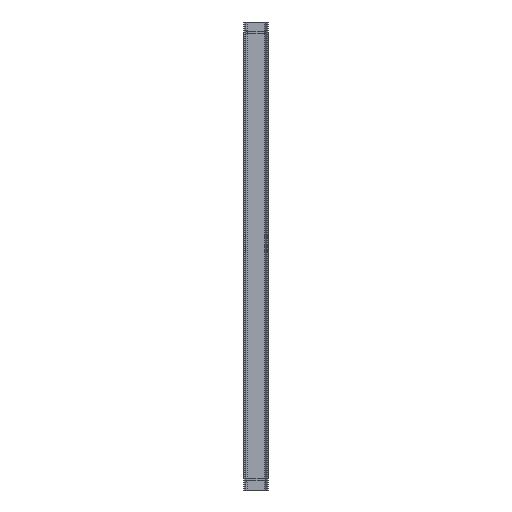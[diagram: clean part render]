
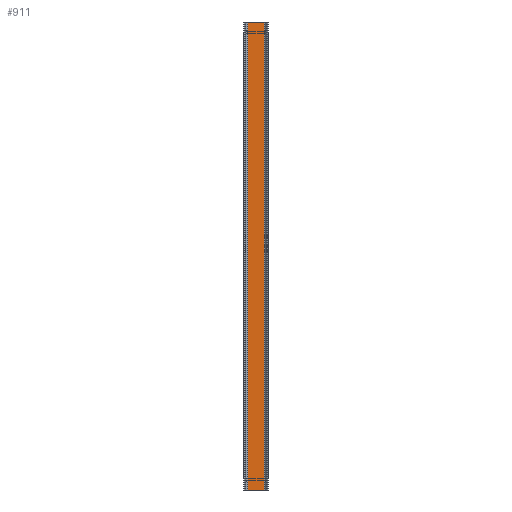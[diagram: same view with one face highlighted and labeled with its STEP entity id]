
A CAD part, left-side view. The second image highlights one B-rep face of the part: STEP entity #911.
In plain terms, the highlighted planar face has unit normal (-1, 0, 0).
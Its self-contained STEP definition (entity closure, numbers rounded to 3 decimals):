
#372 = VERTEX_POINT('',#373);
#373 = CARTESIAN_POINT('',(-4287.,41.051,1165.));
#380 = EDGE_CURVE('',#372,#381,#383,.T.);
#381 = VERTEX_POINT('',#382);
#382 = CARTESIAN_POINT('',(-4287.,-41.051,1165.));
#383 = LINE('',#384,#385);
#384 = CARTESIAN_POINT('',(-4287.,41.051,1165.));
#385 = VECTOR('',#386,1.);
#386 = DIRECTION('',(0.,-1.,0.));
#672 = VERTEX_POINT('',#673);
#673 = CARTESIAN_POINT('',(-4287.,-41.051,-1165.));
#680 = EDGE_CURVE('',#681,#672,#683,.T.);
#681 = VERTEX_POINT('',#682);
#682 = CARTESIAN_POINT('',(-4287.,41.051,-1165.));
#683 = LINE('',#684,#685);
#684 = CARTESIAN_POINT('',(-4287.,41.051,-1165.));
#685 = VECTOR('',#686,1.);
#686 = DIRECTION('',(0.,-1.,0.));
#833 = EDGE_CURVE('',#381,#672,#834,.T.);
#834 = LINE('',#835,#836);
#835 = CARTESIAN_POINT('',(-4287.,-41.051,1165.));
#836 = VECTOR('',#837,1.);
#837 = DIRECTION('',(0.,0.,-1.));
#848 = EDGE_CURVE('',#372,#681,#849,.T.);
#849 = LINE('',#850,#851);
#850 = CARTESIAN_POINT('',(-4287.,41.051,1165.));
#851 = VECTOR('',#852,1.);
#852 = DIRECTION('',(0.,0.,-1.));
#911 = ADVANCED_FACE('',(#912),#918,.T.);
#912 = FACE_BOUND('',#913,.T.);
#913 = EDGE_LOOP('',(#914,#915,#916,#917));
#914 = ORIENTED_EDGE('',*,*,#848,.T.);
#915 = ORIENTED_EDGE('',*,*,#680,.T.);
#916 = ORIENTED_EDGE('',*,*,#833,.F.);
#917 = ORIENTED_EDGE('',*,*,#380,.F.);
#918 = PLANE('',#919);
#919 = AXIS2_PLACEMENT_3D('',#920,#921,#922);
#920 = CARTESIAN_POINT('',(-4287.,30.,1141.));
#921 = DIRECTION('',(-1.,0.,0.));
#922 = DIRECTION('',(0.,0.,1.));
